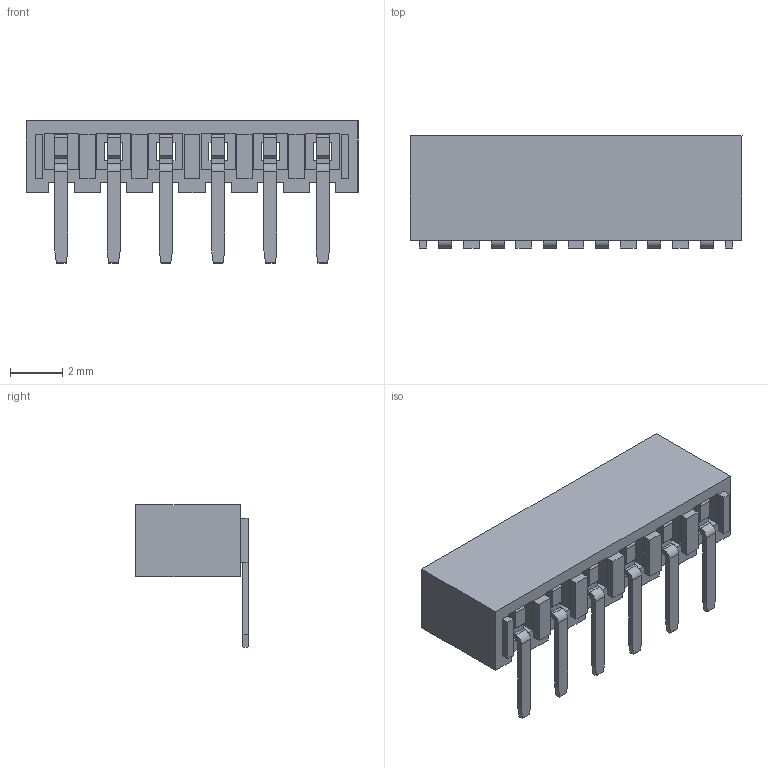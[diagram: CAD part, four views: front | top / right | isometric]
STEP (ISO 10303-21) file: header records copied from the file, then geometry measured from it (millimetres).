
FILE_DESCRIPTION(('STEP AP214'),'1');
FILE_NAME('female_header_a-bl200-ea-g06d.stp','2018-07-01T00:26:30',('TraceParts'),('TraceParts S.A.'),'Spatial InterOp 3D',' ',' ');
FILE_SCHEMA(('automotive_design'));
Length unit declared in the file: millimetre
Products named in the file (1): female_header_a-bl200-ea-g06d
Bounding box: 12.7 x 4.3 x 5.45 mm (x, y, z)
Volume: 95.1 mm3; surface area: 376.7 mm2
Topology: 1 solids, 1 shells, 280 faces, 768 edges, 504 vertices
Faces by surface type: plane 262, cylinder 18
Entity records: 11000 total; most frequent: CARTESIAN_POINT 1553, ORIENTED_EDGE 1536, DIRECTION 1366, EDGE_CURVE 768, LINE 732, VECTOR 732, VERTEX_POINT 504, EDGE_LOOP 318
